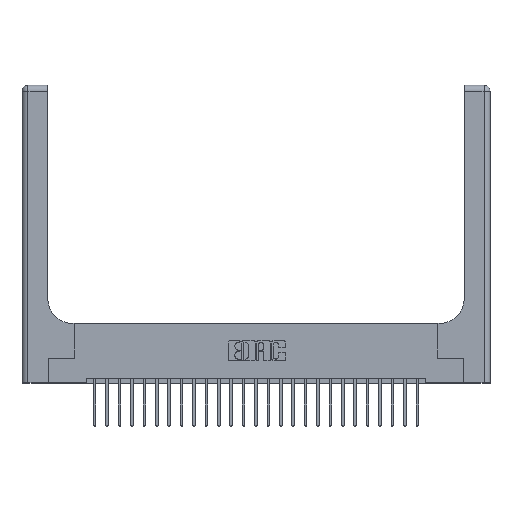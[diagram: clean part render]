
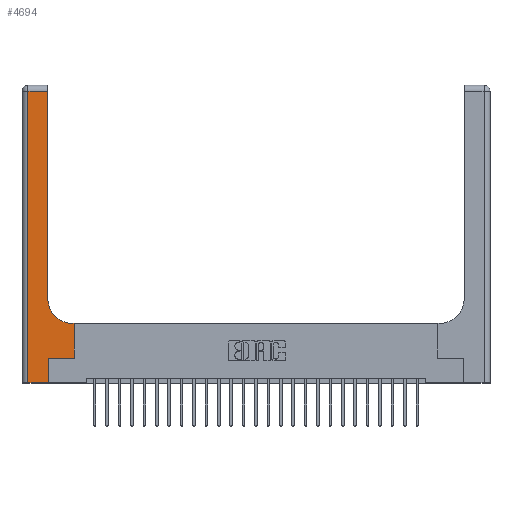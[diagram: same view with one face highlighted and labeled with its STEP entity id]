
A CAD part, top view. The second image highlights one B-rep face of the part: STEP entity #4694.
In plain terms, the highlighted planar face has unit normal (0, 0, 1).
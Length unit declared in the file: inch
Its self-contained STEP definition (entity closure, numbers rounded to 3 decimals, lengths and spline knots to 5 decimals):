
#592 = CARTESIAN_POINT ( 'NONE',  ( 0.265, 0.25, 0.37 ) ) ;
#667 = EDGE_CURVE ( 'NONE', #1757, #17363, #7784, .T. ) ;
#1130 = DIRECTION ( 'NONE',  ( -1., 0., 0. ) ) ;
#1178 = EDGE_CURVE ( 'NONE', #23138, #10456, #1318, .T. ) ;
#1318 = LINE ( 'NONE', #3359, #3915 ) ;
#1617 = CARTESIAN_POINT ( 'NONE',  ( 0.528, 0.6, 0.37 ) ) ;
#1757 = VERTEX_POINT ( 'NONE', #23160 ) ;
#1917 = CARTESIAN_POINT ( 'NONE',  ( 0.06, 0., 0.37 ) ) ;
#2723 = CIRCLE ( 'NONE', #8843, 0.25 ) ;
#3096 = VECTOR ( 'NONE', #1130, 39.37008 ) ;
#3359 = CARTESIAN_POINT ( 'NONE',  ( 0.06, 3., 0.37 ) ) ;
#3865 = DIRECTION ( 'NONE',  ( 0., -1., 0. ) ) ;
#3915 = VECTOR ( 'NONE', #3865, 39.37008 ) ;
#4474 = CARTESIAN_POINT ( 'NONE',  ( 0., 3., 0.37 ) ) ;
#4694 = ADVANCED_FACE ( 'NONE', ( #10731 ), #18528, .F. ) ;
#4764 = AXIS2_PLACEMENT_3D ( 'NONE', #4474, #15990, #4851 ) ;
#4851 = DIRECTION ( 'NONE',  ( -1., 0., 0. ) ) ;
#5138 = CARTESIAN_POINT ( 'NONE',  ( 0., 0., 0.37 ) ) ;
#5387 = DIRECTION ( 'NONE',  ( 1., 0., 0. ) ) ;
#6222 = EDGE_CURVE ( 'NONE', #8862, #1757, #2723, .T. ) ;
#6235 = ORIENTED_EDGE ( 'NONE', *, *, #16773, .T. ) ;
#6783 = CARTESIAN_POINT ( 'NONE',  ( 0.265, 0., 0.37 ) ) ;
#7126 = ORIENTED_EDGE ( 'NONE', *, *, #21468, .T. ) ;
#7160 = VECTOR ( 'NONE', #5387, 39.37008 ) ;
#7264 = VECTOR ( 'NONE', #15602, 39.37008 ) ;
#7784 = LINE ( 'NONE', #9828, #7264 ) ;
#7893 = DIRECTION ( 'NONE',  ( 1., 0., 0. ) ) ;
#7953 = VECTOR ( 'NONE', #11384, 39.37008 ) ;
#8023 = LINE ( 'NONE', #15711, #14878 ) ;
#8379 = CARTESIAN_POINT ( 'NONE',  ( 0.528, 0.25, 0.37 ) ) ;
#8654 = EDGE_CURVE ( 'NONE', #17363, #23138, #17416, .T. ) ;
#8843 = AXIS2_PLACEMENT_3D ( 'NONE', #21786, #24087, #21910 ) ;
#8862 = VERTEX_POINT ( 'NONE', #14586 ) ;
#9206 = ORIENTED_EDGE ( 'NONE', *, *, #6222, .T. ) ;
#9274 = ORIENTED_EDGE ( 'NONE', *, *, #667, .T. ) ;
#9386 = VECTOR ( 'NONE', #25205, 39.37008 ) ;
#9432 = CARTESIAN_POINT ( 'NONE',  ( 0.26, 0.6, 0.37 ) ) ;
#9828 = CARTESIAN_POINT ( 'NONE',  ( 0.26, 3., 0.37 ) ) ;
#10456 = VERTEX_POINT ( 'NONE', #1917 ) ;
#10731 = FACE_OUTER_BOUND ( 'NONE', #23669, .T. ) ;
#10999 = LINE ( 'NONE', #18925, #7953 ) ;
#11144 = ORIENTED_EDGE ( 'NONE', *, *, #8654, .T. ) ;
#11384 = DIRECTION ( 'NONE',  ( 0., 1., 0. ) ) ;
#12363 = VECTOR ( 'NONE', #16200, 39.37008 ) ;
#12369 = EDGE_CURVE ( 'NONE', #17468, #17395, #8023, .T. ) ;
#13481 = EDGE_CURVE ( 'NONE', #10456, #19645, #21611, .T. ) ;
#14586 = CARTESIAN_POINT ( 'NONE',  ( 0.51, 0.6, 0.37 ) ) ;
#14672 = ORIENTED_EDGE ( 'NONE', *, *, #13481, .T. ) ;
#14878 = VECTOR ( 'NONE', #7893, 39.37008 ) ;
#15023 = ORIENTED_EDGE ( 'NONE', *, *, #12369, .T. ) ;
#15602 = DIRECTION ( 'NONE',  ( 0., 1., 0. ) ) ;
#15711 = CARTESIAN_POINT ( 'NONE',  ( 0.265, 0.25, 0.37 ) ) ;
#15990 = DIRECTION ( 'NONE',  ( 0., 0., -1. ) ) ;
#16200 = DIRECTION ( 'NONE',  ( 0., 1., 0. ) ) ;
#16773 = EDGE_CURVE ( 'NONE', #17395, #22096, #17049, .T. ) ;
#17049 = LINE ( 'NONE', #8379, #12363 ) ;
#17363 = VERTEX_POINT ( 'NONE', #25060 ) ;
#17395 = VERTEX_POINT ( 'NONE', #20984 ) ;
#17416 = LINE ( 'NONE', #21389, #9386 ) ;
#17468 = VERTEX_POINT ( 'NONE', #592 ) ;
#17949 = ORIENTED_EDGE ( 'NONE', *, *, #19771, .T. ) ;
#18528 = PLANE ( 'NONE',  #4764 ) ;
#18783 = LINE ( 'NONE', #9432, #3096 ) ;
#18925 = CARTESIAN_POINT ( 'NONE',  ( 0.265, 0., 0.37 ) ) ;
#19645 = VERTEX_POINT ( 'NONE', #6783 ) ;
#19771 = EDGE_CURVE ( 'NONE', #19645, #17468, #10999, .T. ) ;
#20984 = CARTESIAN_POINT ( 'NONE',  ( 0.528, 0.25, 0.37 ) ) ;
#21389 = CARTESIAN_POINT ( 'NONE',  ( 0., 2.94, 0.37 ) ) ;
#21468 = EDGE_CURVE ( 'NONE', #22096, #8862, #18783, .T. ) ;
#21599 = ORIENTED_EDGE ( 'NONE', *, *, #1178, .T. ) ;
#21611 = LINE ( 'NONE', #5138, #7160 ) ;
#21786 = CARTESIAN_POINT ( 'NONE',  ( 0.51, 0.85, 0.37 ) ) ;
#21910 = DIRECTION ( 'NONE',  ( 1., 0., 0. ) ) ;
#22096 = VERTEX_POINT ( 'NONE', #1617 ) ;
#23138 = VERTEX_POINT ( 'NONE', #24618 ) ;
#23160 = CARTESIAN_POINT ( 'NONE',  ( 0.26, 0.85, 0.37 ) ) ;
#23669 = EDGE_LOOP ( 'NONE', ( #9274, #11144, #21599, #14672, #17949, #15023, #6235, #7126, #9206 ) ) ;
#24087 = DIRECTION ( 'NONE',  ( 0., 0., -1. ) ) ;
#24618 = CARTESIAN_POINT ( 'NONE',  ( 0.06, 2.94, 0.37 ) ) ;
#25060 = CARTESIAN_POINT ( 'NONE',  ( 0.26, 2.94, 0.37 ) ) ;
#25205 = DIRECTION ( 'NONE',  ( -1., 0., 0. ) ) ;
